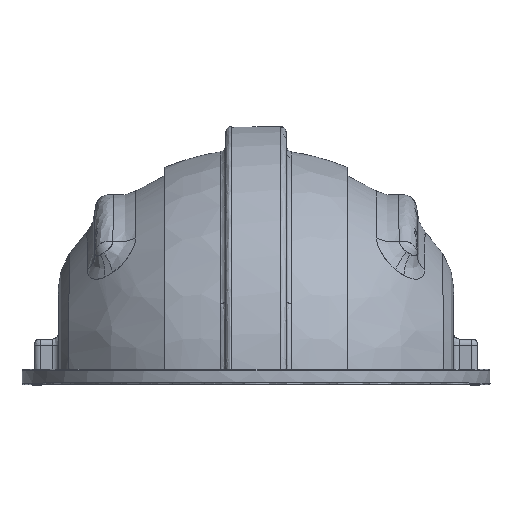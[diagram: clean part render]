
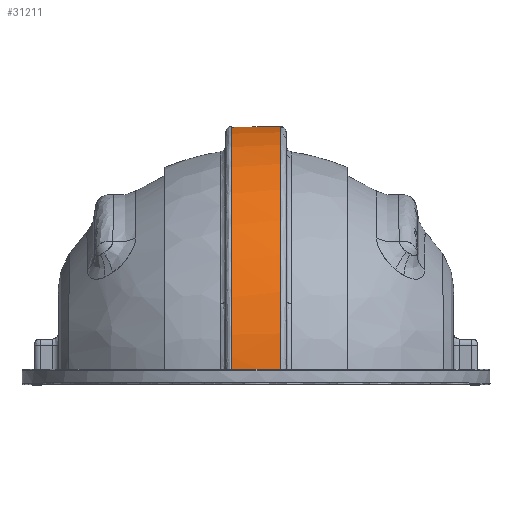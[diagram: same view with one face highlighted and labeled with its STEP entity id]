
A CAD part, top view. The second image highlights one B-rep face of the part: STEP entity #31211.
In plain terms, the highlighted free-form (B-spline) face has degree [2, 1] with [3, 2] control points.
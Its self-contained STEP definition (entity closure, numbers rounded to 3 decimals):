
#31211 = ADVANCED_FACE('',(#31212),#31244,.T.);
#31212 = FACE_BOUND('',#31213,.T.);
#31213 = EDGE_LOOP('',(#31214,#31223,#31231,#31238));
#31214 = ORIENTED_EDGE('',*,*,#31215,.F.);
#31215 = EDGE_CURVE('',#31216,#31218,#31220,.T.);
#31216 = VERTEX_POINT('',#31217);
#31217 = CARTESIAN_POINT('',(7.836,80.473,
    -21.334));
#31218 = VERTEX_POINT('',#31219);
#31219 = CARTESIAN_POINT('',(-7.836,80.473,
    -21.334));
#31220 = B_SPLINE_CURVE_WITH_KNOTS('',1,(#31221,#31222),.UNSPECIFIED.,
  .F.,.F.,(2,2),(0.,16.),.PIECEWISE_BEZIER_KNOTS.);
#31221 = CARTESIAN_POINT('',(7.836,80.473,
    -21.334));
#31222 = CARTESIAN_POINT('',(-7.836,80.473,
    -21.334));
#31223 = ORIENTED_EDGE('',*,*,#31224,.F.);
#31224 = EDGE_CURVE('',#31225,#31216,#31227,.T.);
#31225 = VERTEX_POINT('',#31226);
#31226 = CARTESIAN_POINT('',(7.836,1.959,
    83.23));
#31227 = ( BOUNDED_CURVE() B_SPLINE_CURVE(2,(#31228,#31229,#31230),
.UNSPECIFIED.,.F.,.F.) B_SPLINE_CURVE_WITH_KNOTS((3,3),(
0.,1.806),.PIECEWISE_BEZIER_KNOTS.) CURVE() 
GEOMETRIC_REPRESENTATION_ITEM() RATIONAL_B_SPLINE_CURVE((1.,
0.619,1.)) REPRESENTATION_ITEM('') );
#31228 = CARTESIAN_POINT('',(7.836,1.959,
    83.23));
#31229 = CARTESIAN_POINT('',(7.836,107.534,
    80.745));
#31230 = CARTESIAN_POINT('',(7.836,80.473,
    -21.334));
#31231 = ORIENTED_EDGE('',*,*,#31232,.F.);
#31232 = EDGE_CURVE('',#31233,#31225,#31235,.T.);
#31233 = VERTEX_POINT('',#31234);
#31234 = CARTESIAN_POINT('',(-7.836,1.959,
    83.23));
#31235 = B_SPLINE_CURVE_WITH_KNOTS('',1,(#31236,#31237),.UNSPECIFIED.,
  .F.,.F.,(2,2),(0.,16.),.PIECEWISE_BEZIER_KNOTS.);
#31236 = CARTESIAN_POINT('',(-7.836,1.959,
    83.23));
#31237 = CARTESIAN_POINT('',(7.836,1.959,
    83.23));
#31238 = ORIENTED_EDGE('',*,*,#31239,.F.);
#31239 = EDGE_CURVE('',#31218,#31233,#31240,.T.);
#31240 = ( BOUNDED_CURVE() B_SPLINE_CURVE(2,(#31241,#31242,#31243),
.UNSPECIFIED.,.F.,.F.) B_SPLINE_CURVE_WITH_KNOTS((3,3),(
0.,1.806),.PIECEWISE_BEZIER_KNOTS.) CURVE() 
GEOMETRIC_REPRESENTATION_ITEM() RATIONAL_B_SPLINE_CURVE((1.,
0.619,1.)) REPRESENTATION_ITEM('') );
#31241 = CARTESIAN_POINT('',(-7.836,80.473,
    -21.334));
#31242 = CARTESIAN_POINT('',(-7.836,107.534,
    80.745));
#31243 = CARTESIAN_POINT('',(-7.836,1.959,
    83.23));
#31244 = ( BOUNDED_SURFACE() B_SPLINE_SURFACE(2,1,(
    (#31245,#31246)
    ,(#31247,#31248)
    ,(#31249,#31250
)),.UNSPECIFIED.,.F.,.F.,.F.) B_SPLINE_SURFACE_WITH_KNOTS((3,3),(2,2),(
    4.453,6.26),(0.,16.),.PIECEWISE_BEZIER_KNOTS.) 
GEOMETRIC_REPRESENTATION_ITEM() RATIONAL_B_SPLINE_SURFACE((
    (1.,1.)
    ,(0.619,0.619)
,(1.,1.))) REPRESENTATION_ITEM('') SURFACE() );
#31245 = CARTESIAN_POINT('',(7.836,80.473,
    -21.334));
#31246 = CARTESIAN_POINT('',(-7.836,80.473,
    -21.334));
#31247 = CARTESIAN_POINT('',(7.836,107.534,
    80.745));
#31248 = CARTESIAN_POINT('',(-7.836,107.534,
    80.745));
#31249 = CARTESIAN_POINT('',(7.836,1.959,
    83.23));
#31250 = CARTESIAN_POINT('',(-7.836,1.959,
    83.23));
